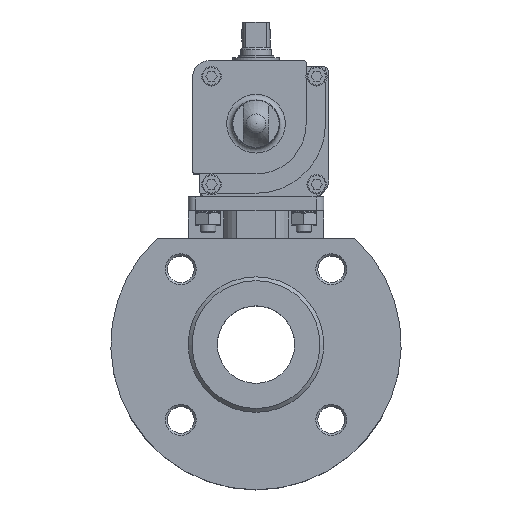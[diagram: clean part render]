
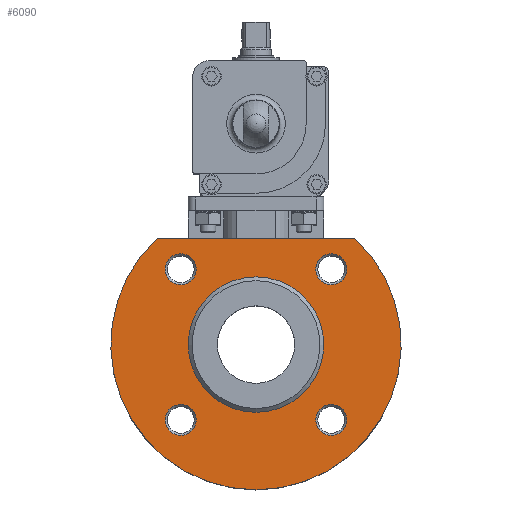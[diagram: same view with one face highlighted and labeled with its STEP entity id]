
A CAD part, top view. The second image highlights one B-rep face of the part: STEP entity #6090.
In plain terms, the highlighted face is planar.
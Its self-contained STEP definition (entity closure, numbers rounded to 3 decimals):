
#251=CIRCLE('',#6578,75.);
#252=CIRCLE('',#6580,35.);
#253=CIRCLE('',#6581,8.);
#254=CIRCLE('',#6582,8.);
#255=CIRCLE('',#6583,8.);
#256=CIRCLE('',#6584,8.);
#754=ORIENTED_EDGE('',*,*,#2372,.F.);
#755=ORIENTED_EDGE('',*,*,#2373,.F.);
#756=ORIENTED_EDGE('',*,*,#2374,.F.);
#757=ORIENTED_EDGE('',*,*,#2375,.F.);
#758=ORIENTED_EDGE('',*,*,#2376,.F.);
#759=ORIENTED_EDGE('',*,*,#2336,.F.);
#760=ORIENTED_EDGE('',*,*,#2371,.T.);
#2336=EDGE_CURVE('',#3146,#3147,#3760,.T.);
#2371=EDGE_CURVE('',#3146,#3147,#251,.T.);
#2372=EDGE_CURVE('',#3172,#3172,#252,.T.);
#2373=EDGE_CURVE('',#3173,#3173,#253,.T.);
#2374=EDGE_CURVE('',#3174,#3174,#254,.T.);
#2375=EDGE_CURVE('',#3175,#3175,#255,.T.);
#2376=EDGE_CURVE('',#3176,#3176,#256,.T.);
#3146=VERTEX_POINT('',#9270);
#3147=VERTEX_POINT('',#9272);
#3172=VERTEX_POINT('',#9339);
#3173=VERTEX_POINT('',#9341);
#3174=VERTEX_POINT('',#9343);
#3175=VERTEX_POINT('',#9345);
#3176=VERTEX_POINT('',#9347);
#3760=LINE('',#9271,#4270);
#4270=VECTOR('',#7345,1000.);
#4742=EDGE_LOOP('',(#754));
#4743=EDGE_LOOP('',(#755));
#4744=EDGE_LOOP('',(#756));
#4745=EDGE_LOOP('',(#757));
#4746=EDGE_LOOP('',(#758));
#4747=EDGE_LOOP('',(#759,#760));
#5310=FACE_BOUND('',#4742,.T.);
#5311=FACE_BOUND('',#4743,.T.);
#5312=FACE_BOUND('',#4744,.T.);
#5313=FACE_BOUND('',#4745,.T.);
#5314=FACE_BOUND('',#4746,.T.);
#5315=FACE_BOUND('',#4747,.T.);
#5875=PLANE('',#6579);
#6090=ADVANCED_FACE('',(#5310,#5311,#5312,#5313,#5314,#5315),#5875,.F.);
#6578=AXIS2_PLACEMENT_3D('',#9336,#7411,#7412);
#6579=AXIS2_PLACEMENT_3D('',#9337,#7413,#7414);
#6580=AXIS2_PLACEMENT_3D('',#9338,#7415,#7416);
#6581=AXIS2_PLACEMENT_3D('',#9340,#7417,#7418);
#6582=AXIS2_PLACEMENT_3D('',#9342,#7419,#7420);
#6583=AXIS2_PLACEMENT_3D('',#9344,#7421,#7422);
#6584=AXIS2_PLACEMENT_3D('',#9346,#7423,#7424);
#7345=DIRECTION('',(-1.,0.,0.));
#7411=DIRECTION('',(0.,0.,-1.));
#7412=DIRECTION('',(-1.,0.,0.));
#7413=DIRECTION('',(0.,0.,1.));
#7414=DIRECTION('',(1.,0.,0.));
#7415=DIRECTION('',(0.,0.,-1.));
#7416=DIRECTION('',(-1.,0.,0.));
#7417=DIRECTION('',(0.,0.,-1.));
#7418=DIRECTION('',(-1.,0.,0.));
#7419=DIRECTION('',(0.,0.,-1.));
#7420=DIRECTION('',(-1.,0.,0.));
#7421=DIRECTION('',(0.,0.,-1.));
#7422=DIRECTION('',(-1.,0.,0.));
#7423=DIRECTION('',(0.,0.,-1.));
#7424=DIRECTION('',(-1.,0.,0.));
#9270=CARTESIAN_POINT('',(50.99,55.,-29.));
#9271=CARTESIAN_POINT('',(0.,55.,-29.));
#9272=CARTESIAN_POINT('',(-50.99,55.,-29.));
#9336=CARTESIAN_POINT('',(0.,0.,-29.));
#9337=CARTESIAN_POINT('',(0.,75.,-29.));
#9338=CARTESIAN_POINT('',(0.,0.,-29.));
#9339=CARTESIAN_POINT('',(-35.,0.,-29.));
#9340=CARTESIAN_POINT('',(38.891,38.891,-29.));
#9341=CARTESIAN_POINT('',(30.891,38.891,-29.));
#9342=CARTESIAN_POINT('',(38.891,-38.891,-29.));
#9343=CARTESIAN_POINT('',(30.891,-38.891,-29.));
#9344=CARTESIAN_POINT('',(-38.891,-38.891,-29.));
#9345=CARTESIAN_POINT('',(-46.891,-38.891,-29.));
#9346=CARTESIAN_POINT('',(-38.891,38.891,-29.));
#9347=CARTESIAN_POINT('',(-46.891,38.891,-29.));
